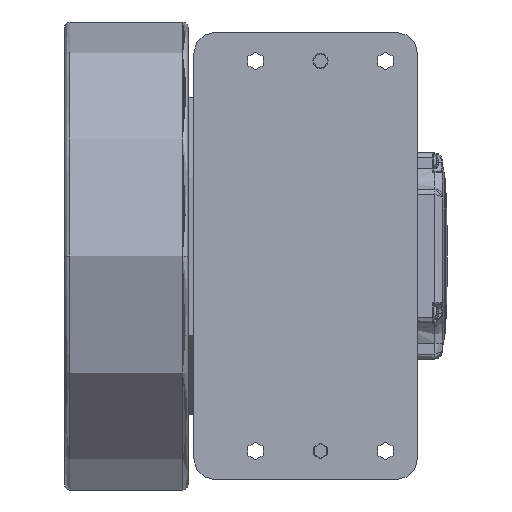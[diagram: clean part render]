
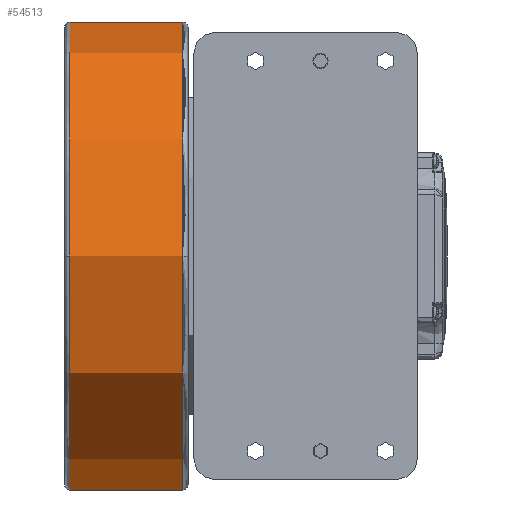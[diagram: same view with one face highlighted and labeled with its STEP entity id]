
A CAD part, front view. The second image highlights one B-rep face of the part: STEP entity #54513.
In plain terms, the highlighted cylindrical face has radius 90 mm (diameter 180 mm), a partial arc.
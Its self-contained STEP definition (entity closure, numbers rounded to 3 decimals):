
#54296=CARTESIAN_POINT('',(-126.3,-46.315,
0.));
#54297=DIRECTION('',(1.,0.,0.));
#54298=DIRECTION('',(0.,-1.,0.));
#54299=AXIS2_PLACEMENT_3D('',#54296,#54297,#54298);
#54306=DIRECTION('',(1.,0.,0.));
#54307=VECTOR('',#54306,43.5);
#54308=CARTESIAN_POINT('',(-169.8,-46.315,90.));
#54309=LINE('',#54308,#54307);
#54315=CARTESIAN_POINT('',(-126.3,-46.315,
0.));
#54316=DIRECTION('',(1.,0.,0.));
#54317=DIRECTION('',(0.,0.,1.));
#54318=AXIS2_PLACEMENT_3D('',#54315,#54316,#54317);
#54325=DIRECTION('',(1.,0.,0.));
#54326=VECTOR('',#54325,43.5);
#54327=CARTESIAN_POINT('',(-169.8,-46.315,-90.));
#54328=LINE('',#54327,#54326);
#54334=CARTESIAN_POINT('',(-169.8,-46.315,
0.));
#54335=DIRECTION('',(-1.,0.,0.));
#54336=DIRECTION('',(0.,0.,-1.));
#54337=AXIS2_PLACEMENT_3D('',#54334,#54335,#54336);
#54374=CARTESIAN_POINT('',(-169.8,-46.315,
0.));
#54375=DIRECTION('',(-1.,0.,0.));
#54376=DIRECTION('',(0.,-1.,0.));
#54377=AXIS2_PLACEMENT_3D('',#54374,#54375,#54376);
#54387=CARTESIAN_POINT('',(-169.8,-46.315,-90.));
#54388=CARTESIAN_POINT('',(-126.3,-46.315,-90.));
#54389=VERTEX_POINT('',#54387);
#54390=VERTEX_POINT('',#54388);
#54399=CARTESIAN_POINT('',(-169.8,-46.315,90.));
#54401=VERTEX_POINT('',#54399);
#54403=CARTESIAN_POINT('',(-169.8,-136.315,
0.));
#54404=VERTEX_POINT('',#54403);
#54407=CARTESIAN_POINT('',(-126.3,-46.315,90.));
#54408=VERTEX_POINT('',#54407);
#54413=CARTESIAN_POINT('',(-126.3,-136.315,
0.));
#54414=VERTEX_POINT('',#54413);
#54498=CARTESIAN_POINT('',(130.258,-46.315,
0.));
#54499=DIRECTION('',(-1.,0.,0.));
#54500=DIRECTION('',(0.,0.,1.));
#54501=AXIS2_PLACEMENT_3D('',#54498,#54499,#54500);
#54502=CYLINDRICAL_SURFACE('',#54501,90.);
#54503=ORIENTED_EDGE('',*,*,#54478,.F.);
#54505=ORIENTED_EDGE('',*,*,#54504,.T.);
#54507=ORIENTED_EDGE('',*,*,#54506,.T.);
#54508=ORIENTED_EDGE('',*,*,#54472,.T.);
#54509=ORIENTED_EDGE('',*,*,#54492,.T.);
#54510=ORIENTED_EDGE('',*,*,#54455,.T.);
#54511=EDGE_LOOP('',(#54503,#54505,#54507,#54508,#54509,#54510));
#54512=FACE_OUTER_BOUND('',#54511,.F.);
#54513=ADVANCED_FACE('',(#54512),#54502,.T.);
#54300=CIRCLE('',#54299,90.);
#54319=CIRCLE('',#54318,90.);
#54338=CIRCLE('',#54337,90.);
#54378=CIRCLE('',#54377,90.);
#54455=EDGE_CURVE('',#54414,#54390,#54300,.T.);
#54472=EDGE_CURVE('',#54401,#54408,#54309,.T.);
#54478=EDGE_CURVE('',#54389,#54390,#54328,.T.);
#54492=EDGE_CURVE('',#54408,#54414,#54319,.T.);
#54504=EDGE_CURVE('',#54389,#54404,#54338,.T.);
#54506=EDGE_CURVE('',#54404,#54401,#54378,.T.);
